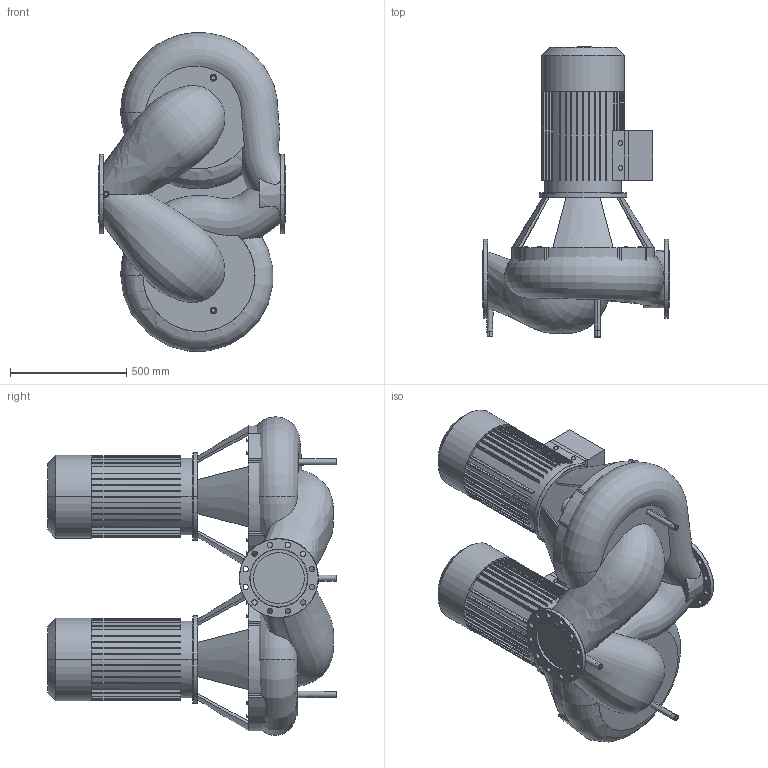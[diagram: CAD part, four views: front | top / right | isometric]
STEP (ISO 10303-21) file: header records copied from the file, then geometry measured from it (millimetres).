
FILE_DESCRIPTION((''),'2;1');
FILE_NAME('3d_DL200_270-30_4-2121006.stp','2016-05-24T12:48:10',(''),(''),'Mechanical Desktop 2009','Mechanical Desktop 2009',', , ');
FILE_SCHEMA(('CONFIG_CONTROL_DESIGN'));
Length unit declared in the file: millimetre
Products named in the file (1): Product
Bounding box: 800 x 1246.5 x 1369.49 mm (x, y, z)
Volume: 386711574 mm3; surface area: 8828500.7 mm2
Topology: 17 solids, 17 shells, 792 faces, 2162 edges, 1435 vertices
Faces by surface type: bspline 336, plane 250, cylinder 188, cone 14, torus 4
Entity records: 48596 total; most frequent: CARTESIAN_POINT 29019, ORIENTED_EDGE 4320, DIRECTION 3649, EDGE_CURVE 2160, VERTEX_POINT 1434, AXIS2_PLACEMENT_3D 1224, VECTOR 1201, LINE 1201
